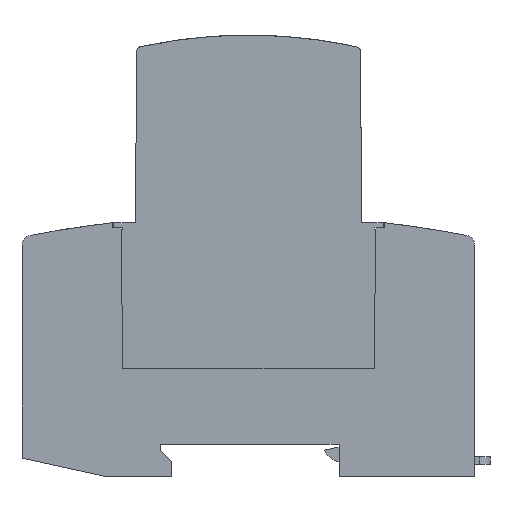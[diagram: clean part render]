
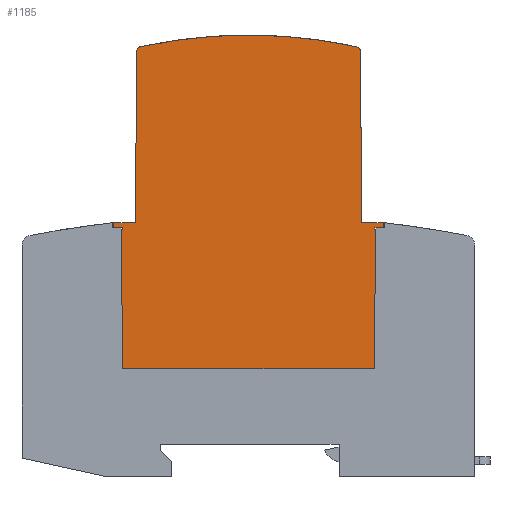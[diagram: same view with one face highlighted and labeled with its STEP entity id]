
A CAD part, left-side view. The second image highlights one B-rep face of the part: STEP entity #1185.
In plain terms, the highlighted planar face has unit normal (-1, 0, 0).
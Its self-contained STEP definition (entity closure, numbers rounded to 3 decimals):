
#1185=ADVANCED_FACE('',(#2426),#2427,.F.);
#2426=FACE_OUTER_BOUND('',#3693,.T.);
#2427=PLANE('',#3694);
#3693=EDGE_LOOP('',(#7279,#7280,#7281,#7282,#7283,#7284,#7285,#7286,#7287,#7288,#7289,#7290,#7291,#7292,#7293,#7294,#7295,#7296,#7297,#7298,#7299));
#3694=AXIS2_PLACEMENT_3D('',#7300,#7301,#7302);
#7279=ORIENTED_EDGE('',*,*,#9007,.F.);
#7280=ORIENTED_EDGE('',*,*,#8970,.F.);
#7281=ORIENTED_EDGE('',*,*,#7625,.F.);
#7282=ORIENTED_EDGE('',*,*,#8975,.F.);
#7283=ORIENTED_EDGE('',*,*,#8927,.T.);
#7284=ORIENTED_EDGE('',*,*,#8979,.F.);
#7285=ORIENTED_EDGE('',*,*,#8983,.T.);
#7286=ORIENTED_EDGE('',*,*,#9017,.F.);
#7287=ORIENTED_EDGE('',*,*,#8197,.T.);
#7288=ORIENTED_EDGE('',*,*,#8987,.F.);
#7289=ORIENTED_EDGE('',*,*,#9018,.F.);
#7290=ORIENTED_EDGE('',*,*,#9019,.F.);
#7291=ORIENTED_EDGE('',*,*,#9020,.F.);
#7292=ORIENTED_EDGE('',*,*,#9021,.F.);
#7293=ORIENTED_EDGE('',*,*,#9022,.F.);
#7294=ORIENTED_EDGE('',*,*,#8991,.F.);
#7295=ORIENTED_EDGE('',*,*,#8995,.T.);
#7296=ORIENTED_EDGE('',*,*,#9023,.F.);
#7297=ORIENTED_EDGE('',*,*,#9000,.T.);
#7298=ORIENTED_EDGE('',*,*,#9004,.F.);
#7299=ORIENTED_EDGE('',*,*,#8932,.T.);
#7300=CARTESIAN_POINT('',(-8.775,45.011,52.739));
#7301=DIRECTION('',(1.0,0.0,0.));
#7302=DIRECTION('',(0.,0.0,-1.0));
#7625=EDGE_CURVE('',#9136,#9138,#9139,.T.);
#8197=EDGE_CURVE('',#10027,#10032,#10034,.T.);
#8927=EDGE_CURVE('',#11077,#11075,#11078,.T.);
#8932=EDGE_CURVE('',#11086,#11084,#11087,.T.);
#8970=EDGE_CURVE('',#9138,#11137,#11138,.T.);
#8975=EDGE_CURVE('',#11077,#9136,#11144,.T.);
#8979=EDGE_CURVE('',#11148,#11075,#11150,.T.);
#8983=EDGE_CURVE('',#11148,#11154,#11156,.T.);
#8987=EDGE_CURVE('',#11160,#10032,#11162,.T.);
#8991=EDGE_CURVE('',#11167,#11169,#11170,.T.);
#8995=EDGE_CURVE('',#11167,#11173,#11176,.T.);
#9000=EDGE_CURVE('',#11184,#11182,#11185,.T.);
#9004=EDGE_CURVE('',#11086,#11182,#11189,.T.);
#9007=EDGE_CURVE('',#11137,#11084,#11192,.T.);
#9017=EDGE_CURVE('',#10027,#11154,#11206,.T.);
#9018=EDGE_CURVE('',#11207,#11160,#11208,.T.);
#9019=EDGE_CURVE('',#11209,#11207,#11210,.T.);
#9020=EDGE_CURVE('',#11211,#11209,#11212,.T.);
#9021=EDGE_CURVE('',#11213,#11211,#11214,.T.);
#9022=EDGE_CURVE('',#11169,#11213,#11215,.T.);
#9023=EDGE_CURVE('',#11184,#11173,#11216,.T.);
#9136=VERTEX_POINT('',#11376);
#9138=VERTEX_POINT('',#11379);
#9139=CIRCLE('',#11380,100.);
#10027=VERTEX_POINT('',#13067);
#10032=VERTEX_POINT('',#13074);
#10034=LINE('',#13077,#13078);
#11075=VERTEX_POINT('',#14721);
#11077=VERTEX_POINT('',#14724);
#11078=LINE('',#14725,#14726);
#11084=VERTEX_POINT('',#14734);
#11086=VERTEX_POINT('',#14737);
#11087=LINE('',#14738,#14739);
#11137=VERTEX_POINT('',#14884);
#11138=CIRCLE('',#14885,100.);
#11144=CIRCLE('',#14892,1.);
#11148=VERTEX_POINT('',#14897);
#11150=LINE('',#14900,#14901);
#11154=VERTEX_POINT('',#14906);
#11156=LINE('',#14909,#14910);
#11160=VERTEX_POINT('',#14915);
#11162=LINE('',#14918,#14919);
#11167=VERTEX_POINT('',#14925);
#11169=VERTEX_POINT('',#14928);
#11170=LINE('',#14929,#14930);
#11173=VERTEX_POINT('',#14934);
#11176=LINE('',#14938,#14939);
#11182=VERTEX_POINT('',#14947);
#11184=VERTEX_POINT('',#14950);
#11185=LINE('',#14951,#14952);
#11189=LINE('',#14958,#14959);
#11192=CIRCLE('',#14962,1.);
#11206=LINE('',#14983,#14984);
#11207=VERTEX_POINT('',#14985);
#11208=LINE('',#14986,#14987);
#11209=VERTEX_POINT('',#14988);
#11210=LINE('',#14989,#14990);
#11211=VERTEX_POINT('',#14991);
#11212=LINE('',#14992,#14993);
#11213=VERTEX_POINT('',#14994);
#11214=LINE('',#14995,#14996);
#11215=LINE('',#14997,#14998);
#11216=LINE('',#14999,#15000);
#11376=CARTESIAN_POINT('',(-8.775,66.401,85.493));
#11379=CARTESIAN_POINT('',(-8.775,45.,87.81));
#11380=AXIS2_PLACEMENT_3D('',#15227,#15228,#15229);
#13067=CARTESIAN_POINT('',(-8.775,70.5,49.5));
#13074=CARTESIAN_POINT('',(-8.775,70.08,49.5));
#13077=CARTESIAN_POINT('',(-8.775,71.75,49.5));
#13078=VECTOR('',#15847,1.0);
#14721=CARTESIAN_POINT('',(-8.775,67.484,50.5));
#14724=CARTESIAN_POINT('',(-8.775,67.187,84.525));
#14725=CARTESIAN_POINT('',(-8.775,67.187,84.525));
#14726=VECTOR('',#16544,1.0);
#14734=CARTESIAN_POINT('',(-8.775,22.767,84.515));
#14737=CARTESIAN_POINT('',(-8.775,22.47,50.5));
#14738=CARTESIAN_POINT('',(-8.775,22.47,50.5));
#14739=VECTOR('',#16548,1.);
#14884=CARTESIAN_POINT('',(-8.775,23.552,85.483));
#14885=AXIS2_PLACEMENT_3D('',#16580,#16581,#16582);
#14892=AXIS2_PLACEMENT_3D('',#16590,#16591,#16592);
#14897=CARTESIAN_POINT('',(-8.775,71.75,50.5));
#14900=CARTESIAN_POINT('',(-8.775,71.75,50.5));
#14901=VECTOR('',#16595,1.0);
#14906=CARTESIAN_POINT('',(-8.775,71.75,49.5));
#14909=CARTESIAN_POINT('',(-8.775,71.75,50.5));
#14910=VECTOR('',#16598,1.0);
#14915=CARTESIAN_POINT('',(-8.775,70.077,49.077));
#14918=CARTESIAN_POINT('',(-8.775,70.077,49.077));
#14919=VECTOR('',#16601,1.);
#14925=CARTESIAN_POINT('',(-8.775,19.873,49.5));
#14928=CARTESIAN_POINT('',(-8.775,19.877,49.123));
#14929=CARTESIAN_POINT('',(-8.775,19.873,49.5));
#14930=VECTOR('',#16604,1.);
#14934=CARTESIAN_POINT('',(-8.775,19.5,49.5));
#14938=CARTESIAN_POINT('',(-8.775,19.873,49.5));
#14939=VECTOR('',#16607,1.0);
#14947=CARTESIAN_POINT('',(-8.775,18.25,50.5));
#14950=CARTESIAN_POINT('',(-8.775,18.25,49.5));
#14951=CARTESIAN_POINT('',(-8.775,18.25,49.5));
#14952=VECTOR('',#16611,1.0);
#14958=CARTESIAN_POINT('',(-8.775,22.47,50.5));
#14959=VECTOR('',#16614,1.0);
#14962=AXIS2_PLACEMENT_3D('',#16618,#16619,#16620);
#14983=CARTESIAN_POINT('',(-8.775,58.131,49.5));
#14984=VECTOR('',#16628,1.0);
#14985=CARTESIAN_POINT('',(-8.775,70.26,49.26));
#14986=CARTESIAN_POINT('',(-8.775,70.26,49.26));
#14987=VECTOR('',#16629,1.0);
#14988=CARTESIAN_POINT('',(-8.775,70.018,21.5));
#14989=CARTESIAN_POINT('',(-8.775,70.214,43.949));
#14990=VECTOR('',#16630,1.0);
#14991=CARTESIAN_POINT('',(-8.775,19.982,21.5));
#14992=CARTESIAN_POINT('',(-8.775,45.006,21.5));
#14993=VECTOR('',#16631,1.0);
#14994=CARTESIAN_POINT('',(-8.775,19.74,49.26));
#14995=CARTESIAN_POINT('',(-8.775,19.786,43.949));
#14996=VECTOR('',#16632,1.0);
#14997=CARTESIAN_POINT('',(-8.775,19.877,49.123));
#14998=VECTOR('',#16633,1.0);
#14999=CARTESIAN_POINT('',(-8.775,31.881,49.5));
#15000=VECTOR('',#16634,1.0);
#15227=CARTESIAN_POINT('',(-8.775,45.,-12.19));
#15228=DIRECTION('',(1.0,0.0,0.));
#15229=DIRECTION('',(0.,0.0,-1.0));
#15847=DIRECTION('',(0.0,-1.0,0.0));
#16544=DIRECTION('',(0.,0.009,-1.));
#16548=DIRECTION('',(0.,0.009,1.));
#16580=CARTESIAN_POINT('',(-8.775,45.,-12.19));
#16581=DIRECTION('',(1.0,0.0,0.));
#16582=DIRECTION('',(0.,0.0,-1.0));
#16590=CARTESIAN_POINT('',(-8.775,66.187,84.516));
#16591=DIRECTION('',(1.0,0.0,0.));
#16592=DIRECTION('',(0.,0.0,-1.0));
#16595=DIRECTION('',(0.0,-1.0,0.0));
#16598=DIRECTION('',(0.,0.0,-1.0));
#16601=DIRECTION('',(0.,0.009,1.));
#16604=DIRECTION('',(0.,0.009,-1.));
#16607=DIRECTION('',(0.0,-1.0,0.0));
#16611=DIRECTION('',(0.,0.0,1.0));
#16614=DIRECTION('',(0.0,-1.0,0.0));
#16618=CARTESIAN_POINT('',(-8.775,23.767,84.506));
#16619=DIRECTION('',(1.0,0.0,0.));
#16620=DIRECTION('',(0.,0.0,-1.0));
#16628=DIRECTION('',(0.0,1.0,0.0));
#16629=DIRECTION('',(0.,-0.707,-0.707));
#16630=DIRECTION('',(0.,0.009,1.));
#16631=DIRECTION('',(0.0,1.0,0.0));
#16632=DIRECTION('',(0.,0.009,-1.));
#16633=DIRECTION('',(0.,-0.707,0.707));
#16634=DIRECTION('',(0.0,1.0,0.0));
